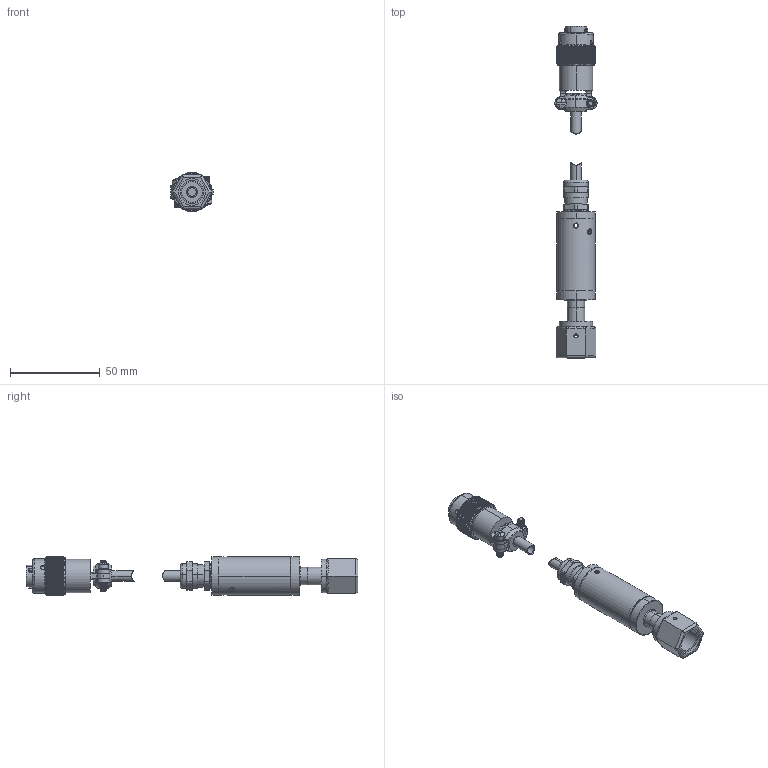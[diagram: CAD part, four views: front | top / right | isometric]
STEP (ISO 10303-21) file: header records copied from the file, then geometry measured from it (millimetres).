
FILE_DESCRIPTION (( 'STEP AP203' ), '1' );
FILE_NAME ('GFD-Z-SF.STEP', '2020-10-23T13:54:29', ( '' ), ( '' ), 'SwSTEP 2.0', 'SolidWorks 2020', '' );
FILE_SCHEMA (( 'CONFIG_CONTROL_DESIGN' ));
Length unit declared in the file: inch
Products named in the file (2): GFD-Z-SF
Assembly tree (1 placements, depth 2):
  GFD-Z-SF
    GFD-Z-SF
Bounding box: 23.67 x 185.35 x 21.82 mm (x, y, z)
Volume: 23194.8 mm3; surface area: 28171.2 mm2
Topology: 36 solids, 45 shells, 2576 faces, 7200 edges, 4703 vertices
Faces by surface type: bspline 839, cylinder 812, plane 738, cone 153, torus 34
Entity records: 186666 total; most frequent: CARTESIAN_POINT 128787, ORIENTED_EDGE 14340, DIRECTION 8616, EDGE_CURVE 7170, VERTEX_POINT 4703, AXIS2_PLACEMENT_3D 3046, B_SPLINE_CURVE_WITH_KNOTS 3038, EDGE_LOOP 2693
